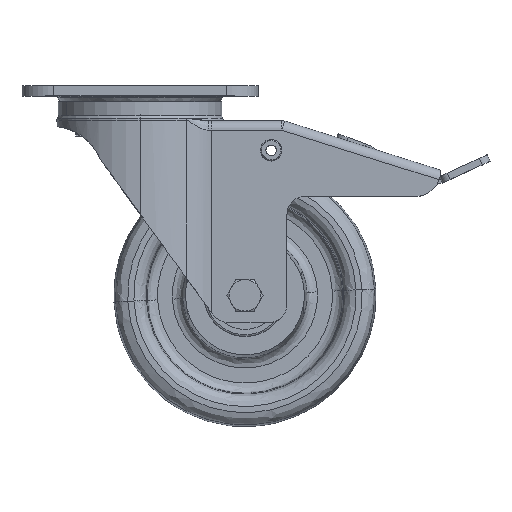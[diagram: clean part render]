
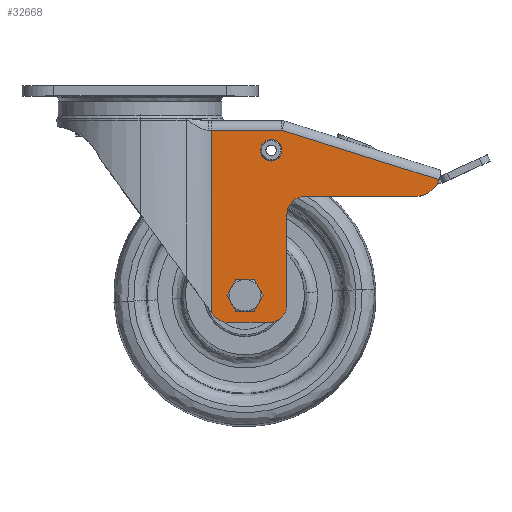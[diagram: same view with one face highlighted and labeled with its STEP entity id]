
A CAD part, top view. The second image highlights one B-rep face of the part: STEP entity #32668.
In plain terms, the highlighted planar face has unit normal (0, 0, 1).
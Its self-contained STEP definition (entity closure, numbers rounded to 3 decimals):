
#816 = ORIENTED_EDGE ( 'NONE', *, *, #64225, .T. ) ;
#1567 = ORIENTED_EDGE ( 'NONE', *, *, #10718, .T. ) ;
#2474 = VECTOR ( 'NONE', #35449, 1000. ) ;
#2843 = DIRECTION ( 'NONE',  ( -1., 0., 0. ) ) ;
#3634 = CIRCLE ( 'NONE', #49861, 10. ) ;
#4351 = LINE ( 'NONE', #23522, #2474 ) ;
#5255 = CIRCLE ( 'NONE', #52689, 6.15 ) ;
#6469 = DIRECTION ( 'NONE',  ( 0., 0., 1. ) ) ;
#6967 = VERTEX_POINT ( 'NONE', #36692 ) ;
#7116 = DIRECTION ( 'NONE',  ( 0., 0., -1. ) ) ;
#7474 = FACE_OUTER_BOUND ( 'NONE', #42283, .T. ) ;
#7526 = CIRCLE ( 'NONE', #54289, 6.1 ) ;
#8078 = AXIS2_PLACEMENT_3D ( 'NONE', #64584, #29008, #70611 ) ;
#8334 = VERTEX_POINT ( 'NONE', #75808 ) ;
#9256 = EDGE_CURVE ( 'NONE', #6967, #69166, #7526, .T. ) ;
#9287 = LINE ( 'NONE', #20344, #68872 ) ;
#9828 = EDGE_CURVE ( 'NONE', #45957, #30383, #3634, .T. ) ;
#9964 = ORIENTED_EDGE ( 'NONE', *, *, #9828, .T. ) ;
#10718 = EDGE_CURVE ( 'NONE', #34658, #21387, #64802, .T. ) ;
#10965 = ORIENTED_EDGE ( 'NONE', *, *, #58637, .T. ) ;
#11051 = CARTESIAN_POINT ( 'NONE',  ( 84., -73.5, 35. ) ) ;
#12032 = CARTESIAN_POINT ( 'NONE',  ( 94., -63.5, 35. ) ) ;
#12386 = CIRCLE ( 'NONE', #54126, 10. ) ;
#12424 = LINE ( 'NONE', #45801, #26433 ) ;
#12697 = CIRCLE ( 'NONE', #8078, 10. ) ;
#12758 = CARTESIAN_POINT ( 'NONE',  ( 157., -48.5, 35. ) ) ;
#12883 = VECTOR ( 'NONE', #17879, 1000. ) ;
#13483 = VERTEX_POINT ( 'NONE', #76537 ) ;
#14156 = EDGE_LOOP ( 'NONE', ( #1567, #21138 ) ) ;
#14183 = AXIS2_PLACEMENT_3D ( 'NONE', #62760, #27163, #68746 ) ;
#14752 = ORIENTED_EDGE ( 'NONE', *, *, #34077, .T. ) ;
#15501 = DIRECTION ( 'NONE',  ( 0., 0., -1. ) ) ;
#16296 = CIRCLE ( 'NONE', #25014, 6.1 ) ;
#17879 = DIRECTION ( 'NONE',  ( -0.954, 0.301, 0. ) ) ;
#18773 = DIRECTION ( 'NONE',  ( 0., 1., 0. ) ) ;
#19589 = ORIENTED_EDGE ( 'NONE', *, *, #61387, .T. ) ;
#19848 = CARTESIAN_POINT ( 'NONE',  ( 84., -125.397, 35. ) ) ;
#20344 = CARTESIAN_POINT ( 'NONE',  ( 0., -135.397, 35. ) ) ;
#21138 = ORIENTED_EDGE ( 'NONE', *, *, #34134, .T. ) ;
#21387 = VERTEX_POINT ( 'NONE', #72503 ) ;
#22459 = VECTOR ( 'NONE', #41957, 1000. ) ;
#22997 = EDGE_CURVE ( 'NONE', #69166, #6967, #16296, .T. ) ;
#23061 = VERTEX_POINT ( 'NONE', #61765 ) ;
#23522 = CARTESIAN_POINT ( 'NONE',  ( 40.697, -19.781, 35. ) ) ;
#24009 = CARTESIAN_POINT ( 'NONE',  ( -23.047, -41.588, 35. ) ) ;
#24023 = ORIENTED_EDGE ( 'NONE', *, *, #77245, .T. ) ;
#25014 = AXIS2_PLACEMENT_3D ( 'NONE', #42809, #7116, #48800 ) ;
#25873 = CARTESIAN_POINT ( 'NONE',  ( 84., -19.781, 35. ) ) ;
#26433 = VECTOR ( 'NONE', #40082, 1000. ) ;
#27163 = DIRECTION ( 'NONE',  ( 0., 0., 1. ) ) ;
#29008 = DIRECTION ( 'NONE',  ( 0., 0., 1. ) ) ;
#29564 = CARTESIAN_POINT ( 'NONE',  ( 50., -135.397, 35. ) ) ;
#30383 = VERTEX_POINT ( 'NONE', #12032 ) ;
#30511 = DIRECTION ( 'NONE',  ( 0., 0., -1. ) ) ;
#30581 = LINE ( 'NONE', #47518, #12883 ) ;
#31307 = EDGE_LOOP ( 'NONE', ( #72366, #44348 ) ) ;
#31556 = VERTEX_POINT ( 'NONE', #50927 ) ;
#31754 = CARTESIAN_POINT ( 'NONE',  ( 60., -119.997, 35. ) ) ;
#32668 = ADVANCED_FACE ( 'NONE', ( #39189, #7474, #41058 ), #44614, .T. ) ;
#33006 = AXIS2_PLACEMENT_3D ( 'NONE', #74232, #38580, #2843 ) ;
#33854 = CIRCLE ( 'NONE', #62057, 15. ) ;
#34077 = EDGE_CURVE ( 'NONE', #31556, #66949, #4351, .T. ) ;
#34134 = EDGE_CURVE ( 'NONE', #21387, #34658, #5255, .T. ) ;
#34658 = VERTEX_POINT ( 'NONE', #43172 ) ;
#35449 = DIRECTION ( 'NONE',  ( 0., -1., 0. ) ) ;
#35766 = ORIENTED_EDGE ( 'NONE', *, *, #39861, .T. ) ;
#36417 = EDGE_CURVE ( 'NONE', #42907, #23061, #9287, .T. ) ;
#36692 = CARTESIAN_POINT ( 'NONE',  ( 66.1, -119.997, 35. ) ) ;
#38280 = LINE ( 'NONE', #24009, #22459 ) ;
#38580 = DIRECTION ( 'NONE',  ( 0., 0., -1. ) ) ;
#38778 = DIRECTION ( 'NONE',  ( -1., 0., 0. ) ) ;
#39189 = FACE_BOUND ( 'NONE', #14156, .T. ) ;
#39402 = ORIENTED_EDGE ( 'NONE', *, *, #74187, .T. ) ;
#39861 = EDGE_CURVE ( 'NONE', #66949, #49637, #38280, .T. ) ;
#40082 = DIRECTION ( 'NONE',  ( -1., 0., 0. ) ) ;
#41058 = FACE_BOUND ( 'NONE', #31307, .T. ) ;
#41556 = VECTOR ( 'NONE', #65517, 1000. ) ;
#41957 = DIRECTION ( 'NONE',  ( 0.587, -0.81, 0. ) ) ;
#42184 = CARTESIAN_POINT ( 'NONE',  ( 50., -125.397, 35. ) ) ;
#42283 = EDGE_LOOP ( 'NONE', ( #39402, #69514, #24023, #62548, #9964, #816, #64109, #10965, #19589, #14752, #35766 ) ) ;
#42809 = CARTESIAN_POINT ( 'NONE',  ( 60., -119.997, 35. ) ) ;
#42822 = CARTESIAN_POINT ( 'NONE',  ( 40.697, -129.6, 35. ) ) ;
#42907 = VERTEX_POINT ( 'NONE', #29564 ) ;
#43172 = CARTESIAN_POINT ( 'NONE',  ( 68.85, -37., 35. ) ) ;
#44348 = ORIENTED_EDGE ( 'NONE', *, *, #9256, .T. ) ;
#44539 = DIRECTION ( 'NONE',  ( 1., 0., 0. ) ) ;
#44614 = PLANE ( 'NONE',  #14183 ) ;
#45801 = CARTESIAN_POINT ( 'NONE',  ( 0., -25.5, 35. ) ) ;
#45957 = VERTEX_POINT ( 'NONE', #11051 ) ;
#47518 = CARTESIAN_POINT ( 'NONE',  ( 171.002, -53.881, 35. ) ) ;
#48164 = DIRECTION ( 'NONE',  ( -1., 0., 0. ) ) ;
#48800 = DIRECTION ( 'NONE',  ( -1., 0., 0. ) ) ;
#49637 = VERTEX_POINT ( 'NONE', #64356 ) ;
#49861 = AXIS2_PLACEMENT_3D ( 'NONE', #51137, #15501, #57091 ) ;
#50927 = CARTESIAN_POINT ( 'NONE',  ( 40.697, -25.5, 35. ) ) ;
#51137 = CARTESIAN_POINT ( 'NONE',  ( 94., -73.5, 35. ) ) ;
#52495 = VERTEX_POINT ( 'NONE', #19848 ) ;
#52689 = AXIS2_PLACEMENT_3D ( 'NONE', #66112, #30511, #72167 ) ;
#54126 = AXIS2_PLACEMENT_3D ( 'NONE', #42184, #6469, #48164 ) ;
#54289 = AXIS2_PLACEMENT_3D ( 'NONE', #31754, #74427, #38778 ) ;
#54398 = DIRECTION ( 'NONE',  ( 0., 0., 1. ) ) ;
#57091 = DIRECTION ( 'NONE',  ( 0., 1., 0. ) ) ;
#58637 = EDGE_CURVE ( 'NONE', #74637, #8334, #30581, .T. ) ;
#59218 = LINE ( 'NONE', #71534, #41556 ) ;
#61387 = EDGE_CURVE ( 'NONE', #8334, #31556, #12424, .T. ) ;
#61765 = CARTESIAN_POINT ( 'NONE',  ( 74., -135.397, 35. ) ) ;
#62057 = AXIS2_PLACEMENT_3D ( 'NONE', #12758, #54398, #18773 ) ;
#62255 = EDGE_CURVE ( 'NONE', #52495, #45957, #77299, .T. ) ;
#62548 = ORIENTED_EDGE ( 'NONE', *, *, #62255, .T. ) ;
#62760 = CARTESIAN_POINT ( 'NONE',  ( 0., -19.781, 35. ) ) ;
#64109 = ORIENTED_EDGE ( 'NONE', *, *, #74208, .T. ) ;
#64225 = EDGE_CURVE ( 'NONE', #30383, #13483, #59218, .T. ) ;
#64356 = CARTESIAN_POINT ( 'NONE',  ( 41.901, -131.262, 35. ) ) ;
#64584 = CARTESIAN_POINT ( 'NONE',  ( 74., -125.397, 35. ) ) ;
#64802 = CIRCLE ( 'NONE', #33006, 6.15 ) ;
#65517 = DIRECTION ( 'NONE',  ( 1., 0., 0. ) ) ;
#66112 = CARTESIAN_POINT ( 'NONE',  ( 75., -37., 35. ) ) ;
#66949 = VERTEX_POINT ( 'NONE', #42822 ) ;
#67481 = DIRECTION ( 'NONE',  ( 0., 1., 0. ) ) ;
#68746 = DIRECTION ( 'NONE',  ( 0., 1., 0. ) ) ;
#68872 = VECTOR ( 'NONE', #44539, 1000. ) ;
#69166 = VERTEX_POINT ( 'NONE', #75361 ) ;
#69514 = ORIENTED_EDGE ( 'NONE', *, *, #36417, .T. ) ;
#70611 = DIRECTION ( 'NONE',  ( -1., 0., 0. ) ) ;
#71534 = CARTESIAN_POINT ( 'NONE',  ( 0., -63.5, 35. ) ) ;
#72167 = DIRECTION ( 'NONE',  ( -1., 0., 0. ) ) ;
#72366 = ORIENTED_EDGE ( 'NONE', *, *, #22997, .T. ) ;
#72503 = CARTESIAN_POINT ( 'NONE',  ( 81.15, -37., 35. ) ) ;
#74163 = CARTESIAN_POINT ( 'NONE',  ( 171.002, -53.881, 35. ) ) ;
#74187 = EDGE_CURVE ( 'NONE', #49637, #42907, #12386, .T. ) ;
#74208 = EDGE_CURVE ( 'NONE', #13483, #74637, #33854, .T. ) ;
#74232 = CARTESIAN_POINT ( 'NONE',  ( 75., -37., 35. ) ) ;
#74427 = DIRECTION ( 'NONE',  ( 0., 0., -1. ) ) ;
#74637 = VERTEX_POINT ( 'NONE', #74163 ) ;
#75361 = CARTESIAN_POINT ( 'NONE',  ( 53.9, -119.997, 35. ) ) ;
#75447 = VECTOR ( 'NONE', #67481, 1000. ) ;
#75808 = CARTESIAN_POINT ( 'NONE',  ( 80.989, -25.5, 35. ) ) ;
#76537 = CARTESIAN_POINT ( 'NONE',  ( 157., -63.5, 35. ) ) ;
#77245 = EDGE_CURVE ( 'NONE', #23061, #52495, #12697, .T. ) ;
#77299 = LINE ( 'NONE', #25873, #75447 ) ;
